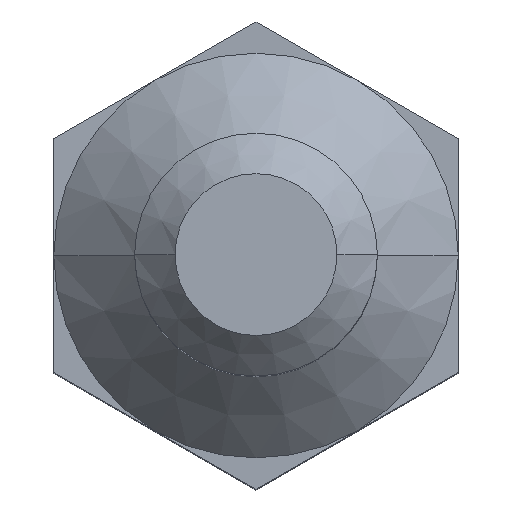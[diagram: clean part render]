
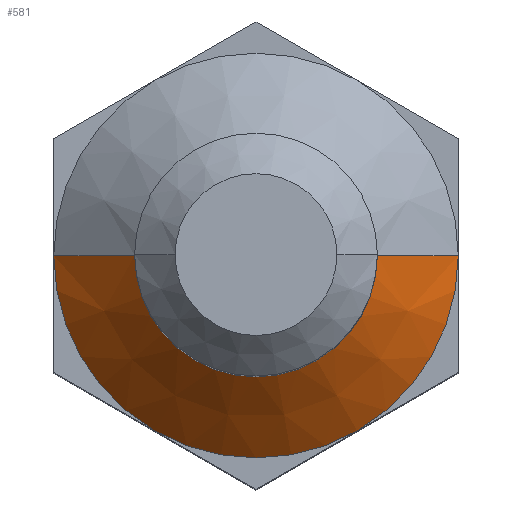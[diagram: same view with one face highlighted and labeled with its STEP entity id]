
A CAD part, top view. The second image highlights one B-rep face of the part: STEP entity #581.
In plain terms, the highlighted conical face has half-angle 45 degrees and reference radius 1.5 mm.
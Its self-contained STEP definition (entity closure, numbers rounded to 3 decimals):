
#26 = LINE ( 'NONE', #254, #584 ) ;
#55 = ORIENTED_EDGE ( 'NONE', *, *, #309, .F. ) ;
#79 = CIRCLE ( 'NONE', #415, 2.5 ) ;
#89 = CIRCLE ( 'NONE', #471, 2.5 ) ;
#102 = EDGE_LOOP ( 'NONE', ( #639, #55, #388, #449, #602, #485 ) ) ;
#103 = CARTESIAN_POINT ( 'NONE',  ( 0., 0., 11. ) ) ;
#123 = CARTESIAN_POINT ( 'NONE',  ( 0., 0., 10. ) ) ;
#135 = DIRECTION ( 'NONE',  ( 0., 0., -1. ) ) ;
#159 = VECTOR ( 'NONE', #233, 1000. ) ;
#164 = DIRECTION ( 'NONE',  ( -1., 0., 0. ) ) ;
#197 = EDGE_CURVE ( 'NONE', #665, #703, #89, .T. ) ;
#206 = EDGE_CURVE ( 'NONE', #287, #408, #600, .T. ) ;
#229 = DIRECTION ( 'NONE',  ( 0., 0., -1. ) ) ;
#232 = DIRECTION ( 'NONE',  ( 0., 0., -1. ) ) ;
#233 = DIRECTION ( 'NONE',  ( 0.707, 0., -0.707 ) ) ;
#247 = CONICAL_SURFACE ( 'NONE', #673, 1.5, 0.785 ) ;
#249 = DIRECTION ( 'NONE',  ( -1., 0., 0. ) ) ;
#254 = CARTESIAN_POINT ( 'NONE',  ( -1.5, 0., 11. ) ) ;
#259 = CARTESIAN_POINT ( 'NONE',  ( 2.5, 0., 10. ) ) ;
#264 = EDGE_CURVE ( 'NONE', #703, #686, #542, .T. ) ;
#280 = CARTESIAN_POINT ( 'NONE',  ( -2.5, 0., 10. ) ) ;
#287 = VERTEX_POINT ( 'NONE', #298 ) ;
#289 = CARTESIAN_POINT ( 'NONE',  ( 1.5, 0., 11. ) ) ;
#298 = CARTESIAN_POINT ( 'NONE',  ( 1.5, 0., 11. ) ) ;
#309 = EDGE_CURVE ( 'NONE', #610, #287, #379, .T. ) ;
#349 = EDGE_CURVE ( 'NONE', #610, #686, #26, .T. ) ;
#353 = EDGE_CURVE ( 'NONE', #408, #665, #79, .T. ) ;
#361 = DIRECTION ( 'NONE',  ( -1., 0., 0. ) ) ;
#379 = CIRCLE ( 'NONE', #447, 1.5 ) ;
#388 = ORIENTED_EDGE ( 'NONE', *, *, #349, .T. ) ;
#408 = VERTEX_POINT ( 'NONE', #259 ) ;
#415 = AXIS2_PLACEMENT_3D ( 'NONE', #624, #135, #470 ) ;
#447 = AXIS2_PLACEMENT_3D ( 'NONE', #574, #522, #361 ) ;
#449 = ORIENTED_EDGE ( 'NONE', *, *, #264, .F. ) ;
#470 = DIRECTION ( 'NONE',  ( -1., 0., 0. ) ) ;
#471 = AXIS2_PLACEMENT_3D ( 'NONE', #556, #229, #164 ) ;
#485 = ORIENTED_EDGE ( 'NONE', *, *, #353, .F. ) ;
#495 = AXIS2_PLACEMENT_3D ( 'NONE', #123, #619, #249 ) ;
#522 = DIRECTION ( 'NONE',  ( 0., 0., 1. ) ) ;
#542 = CIRCLE ( 'NONE', #495, 2.5 ) ;
#556 = CARTESIAN_POINT ( 'NONE',  ( 0., 0., 10. ) ) ;
#572 = DIRECTION ( 'NONE',  ( -0.707, 0., -0.707 ) ) ;
#574 = CARTESIAN_POINT ( 'NONE',  ( 0., 0., 11. ) ) ;
#581 = ADVANCED_FACE ( 'NONE', ( #699 ), #247, .T. ) ;
#584 = VECTOR ( 'NONE', #572, 1000. ) ;
#600 = LINE ( 'NONE', #289, #159 ) ;
#602 = ORIENTED_EDGE ( 'NONE', *, *, #197, .F. ) ;
#603 = CARTESIAN_POINT ( 'NONE',  ( -1.5, 0., 11. ) ) ;
#607 = DIRECTION ( 'NONE',  ( -1., 0., 0. ) ) ;
#610 = VERTEX_POINT ( 'NONE', #603 ) ;
#619 = DIRECTION ( 'NONE',  ( 0., 0., -1. ) ) ;
#624 = CARTESIAN_POINT ( 'NONE',  ( 0., 0., 10. ) ) ;
#639 = ORIENTED_EDGE ( 'NONE', *, *, #206, .F. ) ;
#652 = CARTESIAN_POINT ( 'NONE',  ( -1.25, -2.165, 10. ) ) ;
#665 = VERTEX_POINT ( 'NONE', #701 ) ;
#673 = AXIS2_PLACEMENT_3D ( 'NONE', #103, #232, #607 ) ;
#686 = VERTEX_POINT ( 'NONE', #280 ) ;
#699 = FACE_OUTER_BOUND ( 'NONE', #102, .T. ) ;
#701 = CARTESIAN_POINT ( 'NONE',  ( 1.25, -2.165, 10. ) ) ;
#703 = VERTEX_POINT ( 'NONE', #652 ) ;
